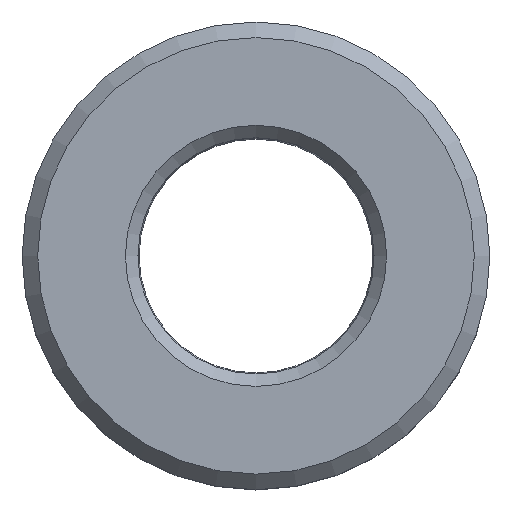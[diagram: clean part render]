
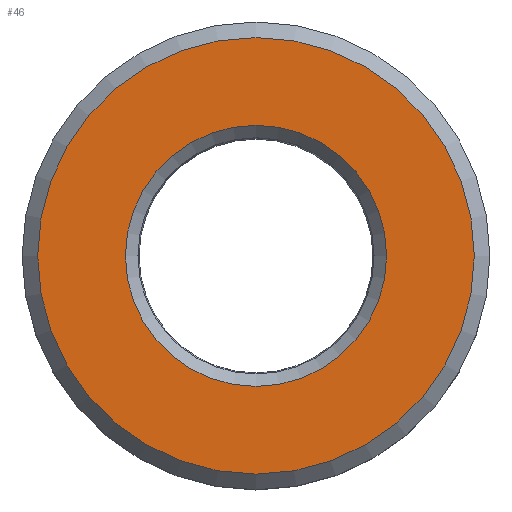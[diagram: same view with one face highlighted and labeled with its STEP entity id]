
A CAD part, top view. The second image highlights one B-rep face of the part: STEP entity #46.
In plain terms, the highlighted planar face has unit normal (0, 0, 1).
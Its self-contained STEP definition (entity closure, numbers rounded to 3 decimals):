
#46 = ADVANCED_FACE( '', ( #95, #96 ), #97, .F. );
#95 = FACE_BOUND( '', #142, .T. );
#96 = FACE_OUTER_BOUND( '', #143, .T. );
#97 = PLANE( '', #144 );
#142 = EDGE_LOOP( '', ( #195 ) );
#143 = EDGE_LOOP( '', ( #196 ) );
#144 = AXIS2_PLACEMENT_3D( '', #197, #198, #199 );
#195 = ORIENTED_EDGE( '', *, *, #229, .T. );
#196 = ORIENTED_EDGE( '', *, *, #219, .T. );
#197 = CARTESIAN_POINT( '', ( 0., 0., 20.5 ) );
#198 = DIRECTION( '', ( 0., 0., -1. ) );
#199 = DIRECTION( '', ( -1., 0., 0. ) );
#219 = EDGE_CURVE( '', #239, #239, #240, .F. );
#229 = EDGE_CURVE( '', #256, #256, #257, .T. );
#239 = VERTEX_POINT( '', #269 );
#240 = CIRCLE( '', #270, 28. );
#256 = VERTEX_POINT( '', #286 );
#257 = CIRCLE( '', #287, 16.746 );
#269 = CARTESIAN_POINT( '', ( -28., 0., 20.5 ) );
#270 = AXIS2_PLACEMENT_3D( '', #298, #299, #300 );
#286 = CARTESIAN_POINT( '', ( -16.746, 0., 20.5 ) );
#287 = AXIS2_PLACEMENT_3D( '', #319, #320, #321 );
#298 = CARTESIAN_POINT( '', ( 0., 0., 20.5 ) );
#299 = DIRECTION( '', ( 0., 0., -1. ) );
#300 = DIRECTION( '', ( -1., 0., 0. ) );
#319 = CARTESIAN_POINT( '', ( 0., 0., 20.5 ) );
#320 = DIRECTION( '', ( 0., 0., -1. ) );
#321 = DIRECTION( '', ( -1., 0., 0. ) );
